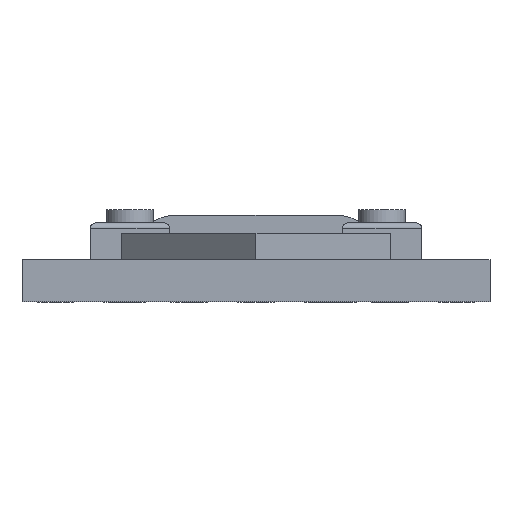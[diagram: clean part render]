
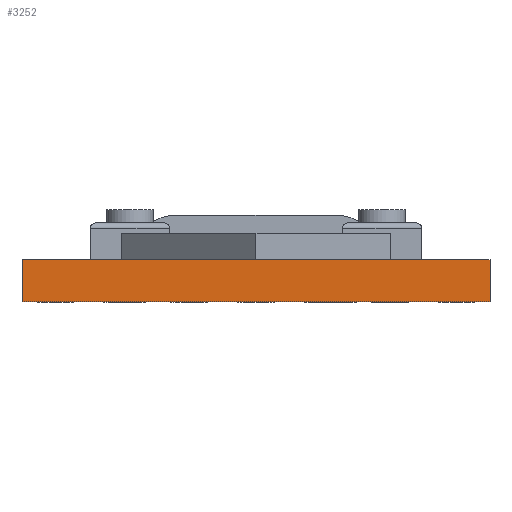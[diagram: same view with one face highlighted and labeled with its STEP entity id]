
A CAD part, front view. The second image highlights one B-rep face of the part: STEP entity #3252.
In plain terms, the highlighted planar face has unit normal (0, -1, 0).
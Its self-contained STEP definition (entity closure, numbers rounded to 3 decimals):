
#247=PLANE('',#3605);
#391=FACE_OUTER_BOUND('',#619,.T.);
#619=EDGE_LOOP('',(#2399,#2400,#2401,#2402));
#990=LINE('',#5285,#1181);
#991=LINE('',#5288,#1182);
#992=LINE('',#5290,#1183);
#993=LINE('',#5291,#1184);
#1181=VECTOR('',#4209,10.);
#1182=VECTOR('',#4212,10.);
#1183=VECTOR('',#4213,10.);
#1184=VECTOR('',#4214,10.);
#1627=VERTEX_POINT('',#5279);
#1629=VERTEX_POINT('',#5283);
#1630=VERTEX_POINT('',#5287);
#1631=VERTEX_POINT('',#5289);
#1942=EDGE_CURVE('',#1627,#1629,#990,.T.);
#1943=EDGE_CURVE('',#1627,#1630,#991,.T.);
#1944=EDGE_CURVE('',#1631,#1629,#992,.T.);
#1945=EDGE_CURVE('',#1630,#1631,#993,.T.);
#2399=ORIENTED_EDGE('',*,*,#1943,.F.);
#2400=ORIENTED_EDGE('',*,*,#1942,.T.);
#2401=ORIENTED_EDGE('',*,*,#1944,.F.);
#2402=ORIENTED_EDGE('',*,*,#1945,.F.);
#3252=ADVANCED_FACE('',(#391),#247,.T.);
#3605=AXIS2_PLACEMENT_3D('',#5286,#4210,#4211);
#4209=DIRECTION('',(0.,0.,1.));
#4210=DIRECTION('center_axis',(0.,-1.,0.));
#4211=DIRECTION('ref_axis',(1.,0.,0.));
#4212=DIRECTION('',(-1.,0.,0.));
#4213=DIRECTION('',(1.,0.,0.));
#4214=DIRECTION('',(0.,0.,1.));
#5279=CARTESIAN_POINT('',(17.78,0.,0.));
#5283=CARTESIAN_POINT('',(17.78,0.,1.6));
#5285=CARTESIAN_POINT('',(17.78,0.,0.));
#5286=CARTESIAN_POINT('Origin',(0.,0.,0.));
#5287=CARTESIAN_POINT('',(0.,0.,0.));
#5288=CARTESIAN_POINT('',(17.78,0.,0.));
#5289=CARTESIAN_POINT('',(0.,0.,1.6));
#5290=CARTESIAN_POINT('',(17.78,0.,1.6));
#5291=CARTESIAN_POINT('',(0.,0.,0.));
